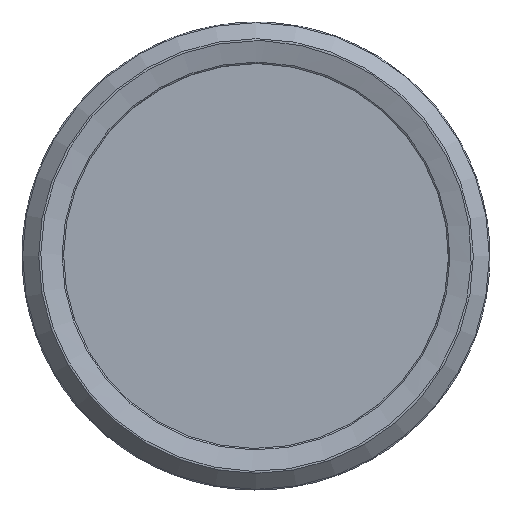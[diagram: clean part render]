
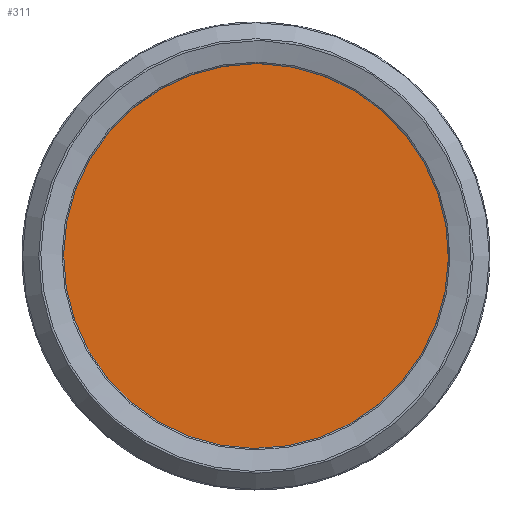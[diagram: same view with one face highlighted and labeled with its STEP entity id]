
A CAD part, left-side view. The second image highlights one B-rep face of the part: STEP entity #311.
In plain terms, the highlighted planar face has unit normal (-1, 0, 0).
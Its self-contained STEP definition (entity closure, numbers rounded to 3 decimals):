
#311=ADVANCED_FACE('',(#340),#338,.F.);
#338=PLANE('',#532);
#340=FACE_OUTER_BOUND('',#342,.T.);
#342=EDGE_LOOP('',(#394));
#394=ORIENTED_EDGE('',*,*,#472,.T.);
#446=VERTEX_POINT('',#683);
#472=EDGE_CURVE('',#446,#446,#498,.T.);
#498=CIRCLE('',#531,71.168);
#531=AXIS2_PLACEMENT_3D('',#682,#575,#576);
#532=AXIS2_PLACEMENT_3D('',#684,#577,#578);
#575=DIRECTION('',(-1.,0.,0.));
#576=DIRECTION('',(0.,0.,1.));
#577=DIRECTION('',(1.,0.,0.));
#578=DIRECTION('',(0.,0.,-1.));
#682=CARTESIAN_POINT('',(3.5,0.,0.));
#683=CARTESIAN_POINT('',(3.5,0.,71.168));
#684=CARTESIAN_POINT('',(3.5,52.5,0.));
